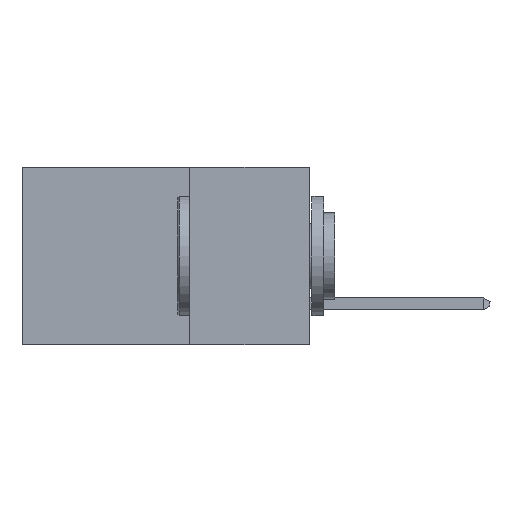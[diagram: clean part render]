
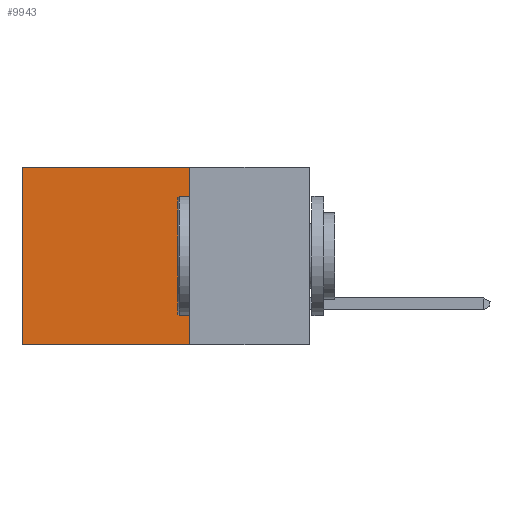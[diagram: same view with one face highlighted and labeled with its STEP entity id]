
A CAD part, left-side view. The second image highlights one B-rep face of the part: STEP entity #9943.
In plain terms, the highlighted planar face has unit normal (-1, 0, 0).
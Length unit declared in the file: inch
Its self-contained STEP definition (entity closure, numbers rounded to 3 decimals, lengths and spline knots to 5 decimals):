
#1030 = EDGE_LOOP ( 'NONE', ( #21327, #38933, #46894, #40554 ) ) ;
#1455 = DIRECTION ( 'NONE',  ( 0., 0., -1. ) ) ;
#2261 = CARTESIAN_POINT ( 'NONE',  ( 0.2875, 0.25, 0. ) ) ;
#4626 = LINE ( 'NONE', #46207, #16112 ) ;
#5389 = CARTESIAN_POINT ( 'NONE',  ( 0.2875, 0.6, 0. ) ) ;
#5453 = VECTOR ( 'NONE', #43197, 39.37008 ) ;
#5475 = PLANE ( 'NONE',  #43090 ) ;
#5952 = DIRECTION ( 'NONE',  ( 0., 1., 0. ) ) ;
#8565 = CARTESIAN_POINT ( 'NONE',  ( 0.2875, 0.6, -0.37 ) ) ;
#8866 = VECTOR ( 'NONE', #5952, 39.37008 ) ;
#9838 = CARTESIAN_POINT ( 'NONE',  ( 0.2875, 0.6, 0. ) ) ;
#9943 = ADVANCED_FACE ( 'NONE', ( #38232 ), #5475, .F. ) ;
#11191 = EDGE_CURVE ( 'NONE', #31001, #43157, #16299, .T. ) ;
#11822 = LINE ( 'NONE', #43046, #5453 ) ;
#16112 = VECTOR ( 'NONE', #38840, 39.37008 ) ;
#16299 = LINE ( 'NONE', #2261, #8866 ) ;
#21327 = ORIENTED_EDGE ( 'NONE', *, *, #26439, .T. ) ;
#22408 = CARTESIAN_POINT ( 'NONE',  ( 0.2875, 0.25, -0.37 ) ) ;
#26439 = EDGE_CURVE ( 'NONE', #43157, #33653, #40433, .T. ) ;
#27214 = CARTESIAN_POINT ( 'NONE',  ( 0.2875, 0.25, 0. ) ) ;
#30591 = VECTOR ( 'NONE', #35034, 39.37008 ) ;
#31001 = VERTEX_POINT ( 'NONE', #27214 ) ;
#31424 = DIRECTION ( 'NONE',  ( 1., 0., 0. ) ) ;
#33653 = VERTEX_POINT ( 'NONE', #8565 ) ;
#33775 = EDGE_CURVE ( 'NONE', #34842, #33653, #4626, .T. ) ;
#34842 = VERTEX_POINT ( 'NONE', #22408 ) ;
#35034 = DIRECTION ( 'NONE',  ( 0., 0., -1. ) ) ;
#35282 = CARTESIAN_POINT ( 'NONE',  ( 0.2875, 0.25, 0. ) ) ;
#36402 = EDGE_CURVE ( 'NONE', #31001, #34842, #11822, .T. ) ;
#38232 = FACE_OUTER_BOUND ( 'NONE', #1030, .T. ) ;
#38840 = DIRECTION ( 'NONE',  ( 0., 1., 0. ) ) ;
#38933 = ORIENTED_EDGE ( 'NONE', *, *, #33775, .F. ) ;
#40433 = LINE ( 'NONE', #5389, #30591 ) ;
#40554 = ORIENTED_EDGE ( 'NONE', *, *, #11191, .T. ) ;
#43046 = CARTESIAN_POINT ( 'NONE',  ( 0.2875, 0.25, 0. ) ) ;
#43090 = AXIS2_PLACEMENT_3D ( 'NONE', #35282, #31424, #1455 ) ;
#43157 = VERTEX_POINT ( 'NONE', #9838 ) ;
#43197 = DIRECTION ( 'NONE',  ( 0., 0., -1. ) ) ;
#46207 = CARTESIAN_POINT ( 'NONE',  ( 0.2875, 0.25, -0.37 ) ) ;
#46894 = ORIENTED_EDGE ( 'NONE', *, *, #36402, .F. ) ;
